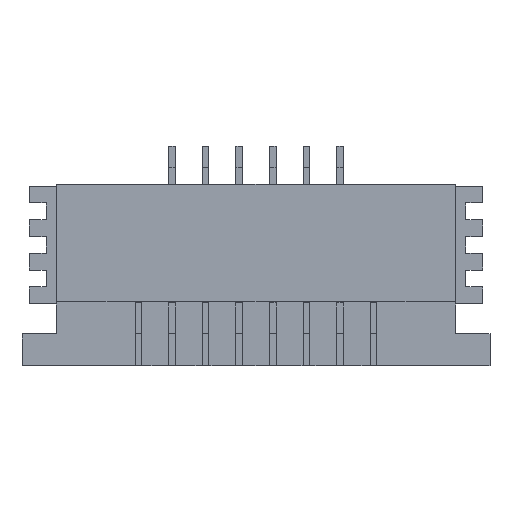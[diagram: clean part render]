
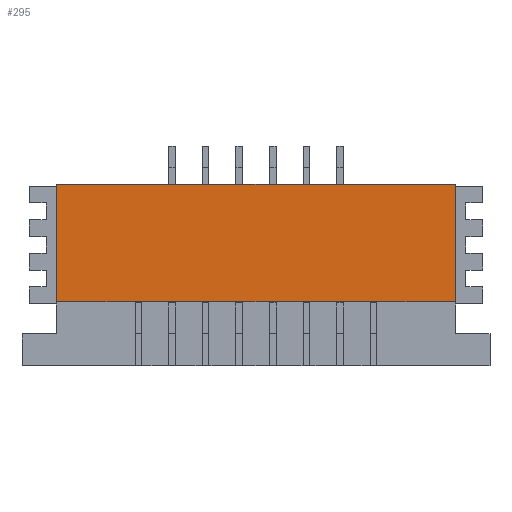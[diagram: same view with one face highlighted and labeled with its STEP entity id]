
A CAD part, top view. The second image highlights one B-rep face of the part: STEP entity #295.
In plain terms, the highlighted planar face has unit normal (0, 0, 1).
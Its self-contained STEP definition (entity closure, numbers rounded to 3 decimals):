
#61 = EDGE_CURVE('',#62,#64,#66,.T.);
#62 = VERTEX_POINT('',#63);
#63 = CARTESIAN_POINT('',(-3.59,-2.7,2.56));
#64 = VERTEX_POINT('',#65);
#65 = CARTESIAN_POINT('',(0.,-2.7,2.56));
#66 = LINE('',#67,#68);
#67 = CARTESIAN_POINT('',(-5.935,-2.7,2.56));
#68 = VECTOR('',#69,1.);
#69 = DIRECTION('',(1.,0.,0.));
#295 = ADVANCED_FACE('',(#296),#349,.T.);
#296 = FACE_BOUND('',#297,.T.);
#297 = EDGE_LOOP('',(#298,#308,#316,#322,#323,#330,#337,#344));
#298 = ORIENTED_EDGE('',*,*,#299,.T.);
#299 = EDGE_CURVE('',#300,#302,#304,.T.);
#300 = VERTEX_POINT('',#301);
#301 = CARTESIAN_POINT('',(0.,0.8,2.56));
#302 = VERTEX_POINT('',#303);
#303 = CARTESIAN_POINT('',(-5.935,0.8,2.56));
#304 = LINE('',#305,#306);
#305 = CARTESIAN_POINT('',(0.,0.8,2.56));
#306 = VECTOR('',#307,1.);
#307 = DIRECTION('',(-1.,0.,0.));
#308 = ORIENTED_EDGE('',*,*,#309,.T.);
#309 = EDGE_CURVE('',#302,#310,#312,.T.);
#310 = VERTEX_POINT('',#311);
#311 = CARTESIAN_POINT('',(-5.935,-2.7,2.56));
#312 = LINE('',#313,#314);
#313 = CARTESIAN_POINT('',(-5.935,0.8,2.56));
#314 = VECTOR('',#315,1.);
#315 = DIRECTION('',(0.,-1.,0.));
#316 = ORIENTED_EDGE('',*,*,#317,.T.);
#317 = EDGE_CURVE('',#310,#62,#318,.T.);
#318 = LINE('',#319,#320);
#319 = CARTESIAN_POINT('',(-5.935,-2.7,2.56));
#320 = VECTOR('',#321,1.);
#321 = DIRECTION('',(1.,0.,0.));
#322 = ORIENTED_EDGE('',*,*,#61,.T.);
#323 = ORIENTED_EDGE('',*,*,#324,.F.);
#324 = EDGE_CURVE('',#325,#64,#327,.T.);
#325 = VERTEX_POINT('',#326);
#326 = CARTESIAN_POINT('',(3.59,-2.7,2.56));
#327 = B_SPLINE_CURVE_WITH_KNOTS('',1,(#328,#329),.UNSPECIFIED.,.F.,.F.,
(2,2),(0.,5.935),.PIECEWISE_BEZIER_KNOTS.);
#328 = CARTESIAN_POINT('',(5.935,-2.7,2.56));
#329 = CARTESIAN_POINT('',(0.,-2.7,2.56));
#330 = ORIENTED_EDGE('',*,*,#331,.F.);
#331 = EDGE_CURVE('',#332,#325,#334,.T.);
#332 = VERTEX_POINT('',#333);
#333 = CARTESIAN_POINT('',(5.935,-2.7,2.56));
#334 = B_SPLINE_CURVE_WITH_KNOTS('',1,(#335,#336),.UNSPECIFIED.,.F.,.F.,
(2,2),(0.,5.935),.PIECEWISE_BEZIER_KNOTS.);
#335 = CARTESIAN_POINT('',(5.935,-2.7,2.56));
#336 = CARTESIAN_POINT('',(0.,-2.7,2.56));
#337 = ORIENTED_EDGE('',*,*,#338,.F.);
#338 = EDGE_CURVE('',#339,#332,#341,.T.);
#339 = VERTEX_POINT('',#340);
#340 = CARTESIAN_POINT('',(5.935,0.8,2.56));
#341 = B_SPLINE_CURVE_WITH_KNOTS('',1,(#342,#343),.UNSPECIFIED.,.F.,.F.,
(2,2),(0.,3.5),.PIECEWISE_BEZIER_KNOTS.);
#342 = CARTESIAN_POINT('',(5.935,0.8,2.56));
#343 = CARTESIAN_POINT('',(5.935,-2.7,2.56));
#344 = ORIENTED_EDGE('',*,*,#345,.F.);
#345 = EDGE_CURVE('',#300,#339,#346,.T.);
#346 = B_SPLINE_CURVE_WITH_KNOTS('',1,(#347,#348),.UNSPECIFIED.,.F.,.F.,
(2,2),(0.,5.935),.PIECEWISE_BEZIER_KNOTS.);
#347 = CARTESIAN_POINT('',(0.,0.8,2.56));
#348 = CARTESIAN_POINT('',(5.935,0.8,2.56));
#349 = PLANE('',#350);
#350 = AXIS2_PLACEMENT_3D('',#351,#352,#353);
#351 = CARTESIAN_POINT('',(0.,-0.95,2.56));
#352 = DIRECTION('',(0.,0.,1.));
#353 = DIRECTION('',(-1.,0.,0.));
